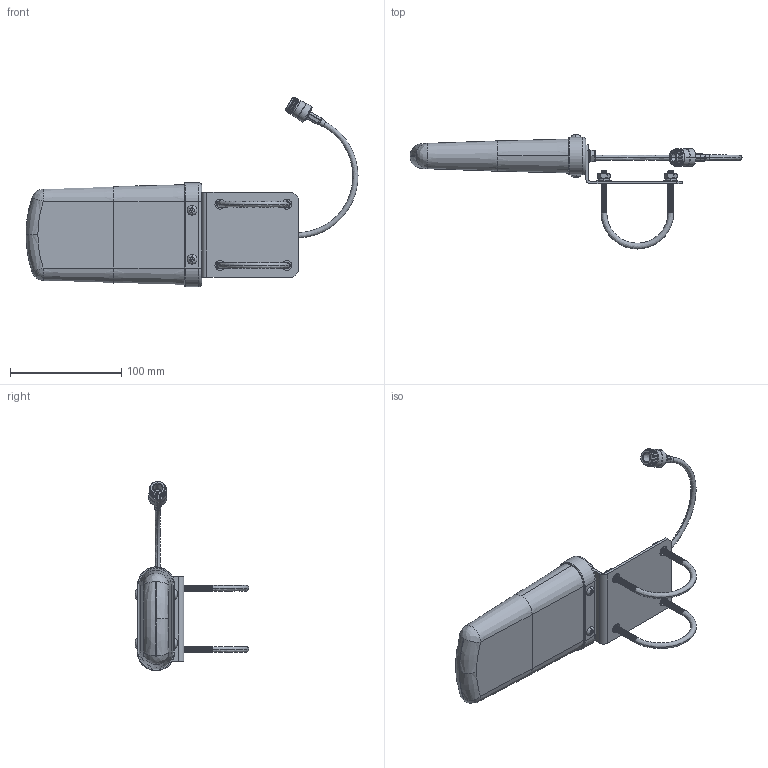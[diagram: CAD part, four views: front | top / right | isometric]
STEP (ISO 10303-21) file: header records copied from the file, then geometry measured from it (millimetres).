
FILE_DESCRIPTION (( 'STEP AP214' ), '1' );
FILE_NAME ('FM51LP1002_3D.step', '2022-12-30T18:08:42', ( '' ), ( '' ), 'SwSTEP 2.0', 'SolidWorks 2022', '' );
FILE_SCHEMA (( 'AUTOMOTIVE_DESIGN' ));
Length unit declared in the file: inch
Products named in the file (6): Copy of HG2458-08LP_Cable 9inch^FM51LP1002; Copy of HG2458-08LP-NF_Ubolt^FM51LP1002; Copy of ANF-1508^FM51LP1002; FM51LP1002_3D; Copy of HG2458-08LP_ANTENNA^FM51LP1002; Copy of HEATSH-HEX_stepd_195White^FM51LP1002
Assembly tree (6 placements, depth 2):
  FM51LP1002_3D
    Copy of HG2458-08LP_ANTENNA^FM51LP1002
    Copy of HG2458-08LP_Cable 9inch^FM51LP1002
    Copy of ANF-1508^FM51LP1002
    Copy of HEATSH-HEX_stepd_195White^FM51LP1002
    Copy of HG2458-08LP-NF_Ubolt^FM51LP1002  x2
Bounding box: 297.97 x 102.24 x 170.1 mm (x, y, z)
Volume: 374697.8 mm3; surface area: 71516.7 mm2
Topology: 7 solids, 9 shells, 1158 faces, 2462 edges, 1366 vertices
Faces by surface type: cone 781, plane 205, cylinder 117, torus 38, bspline 11, sphere 6
Entity records: 30209 total; most frequent: CARTESIAN_POINT 5250, DIRECTION 3667, ORIENTED_EDGE 3200, EDGE_CURVE 1600, AXIS2_PLACEMENT_3D 1445, VERTEX_POINT 912, EDGE_LOOP 782, LINE 777
